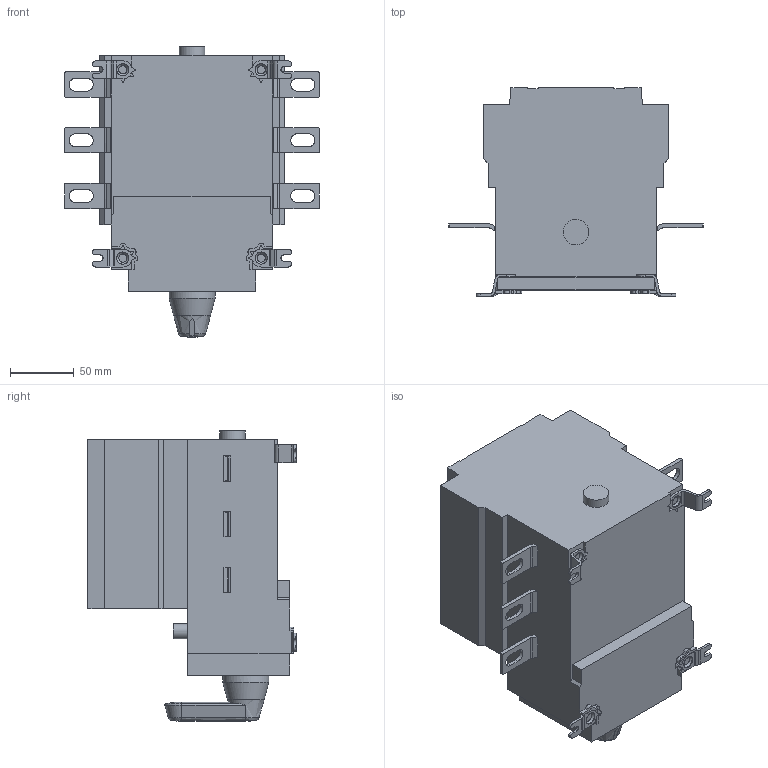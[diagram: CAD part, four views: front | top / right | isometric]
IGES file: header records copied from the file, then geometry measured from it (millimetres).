
Global section: file name: OS200DS03K.igs; preprocessor: I-DEAS 3D IGES Translator 11; date: 20080612.102004; units: millimetre
Bounding box: 198.55 x 163.04 x 226.95 mm (x, y, z)
Volume: 3132943.7 mm3; surface area: 159671.1 mm2
Topology: 7 solids, 7 shells, 379 faces, 1030 edges, 675 vertices
Faces by surface type: bspline 379
